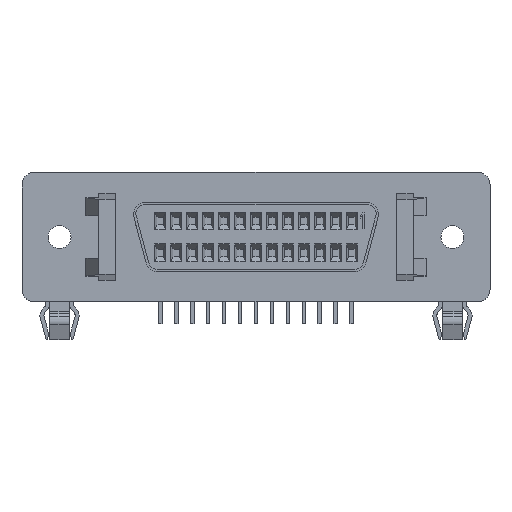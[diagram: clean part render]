
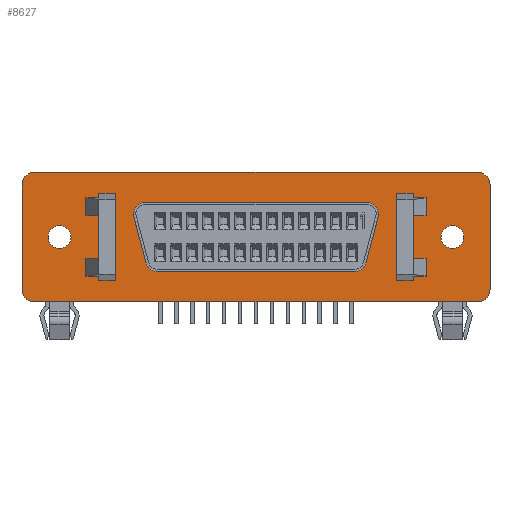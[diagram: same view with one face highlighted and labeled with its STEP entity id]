
A CAD part, top view. The second image highlights one B-rep face of the part: STEP entity #8627.
In plain terms, the highlighted planar face has unit normal (0, 0, 1).
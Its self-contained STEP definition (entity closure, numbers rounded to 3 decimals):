
#80=DIRECTION('',(0.,-1.,0.));
#81=VECTOR('',#80,8.28);
#82=CARTESIAN_POINT('',(-18.606,4.14,-5.004));
#83=LINE('',#82,#81);
#193=DIRECTION('',(0.,-1.,0.));
#194=VECTOR('',#193,8.28);
#195=CARTESIAN_POINT('',(18.606,4.14,-5.004));
#196=LINE('',#195,#194);
#447=DIRECTION('',(0.,1.,0.));
#448=VECTOR('',#447,6.858);
#449=CARTESIAN_POINT('',(-12.51,-3.429,-5.004));
#450=LINE('',#449,#448);
#451=DIRECTION('',(1.,0.,0.));
#452=VECTOR('',#451,1.334);
#453=CARTESIAN_POINT('',(-12.51,-3.429,-5.004));
#454=LINE('',#453,#452);
#455=DIRECTION('',(0.,1.,0.));
#456=VECTOR('',#455,6.858);
#457=CARTESIAN_POINT('',(-11.176,-3.429,-5.004));
#458=LINE('',#457,#456);
#459=DIRECTION('',(1.,0.,0.));
#460=VECTOR('',#459,1.334);
#461=CARTESIAN_POINT('',(-12.51,3.429,-5.004));
#462=LINE('',#461,#460);
#463=DIRECTION('',(0.,1.,0.));
#464=VECTOR('',#463,6.858);
#465=CARTESIAN_POINT('',(11.176,-3.429,-5.004));
#466=LINE('',#465,#464);
#467=DIRECTION('',(1.,0.,0.));
#468=VECTOR('',#467,1.334);
#469=CARTESIAN_POINT('',(11.176,-3.429,-5.004));
#470=LINE('',#469,#468);
#471=DIRECTION('',(0.,1.,0.));
#472=VECTOR('',#471,6.858);
#473=CARTESIAN_POINT('',(12.51,-3.429,-5.004));
#474=LINE('',#473,#472);
#475=DIRECTION('',(1.,0.,0.));
#476=VECTOR('',#475,1.334);
#477=CARTESIAN_POINT('',(11.176,3.429,-5.004));
#478=LINE('',#477,#476);
#479=CARTESIAN_POINT('',(15.621,0.,-5.004));
#480=DIRECTION('',(0.,0.,1.));
#481=DIRECTION('',(1.,0.,0.));
#482=AXIS2_PLACEMENT_3D('',#479,#480,#481);
#484=CARTESIAN_POINT('',(15.621,0.,-5.004));
#485=DIRECTION('',(0.,0.,1.));
#486=DIRECTION('',(-1.,0.,0.));
#487=AXIS2_PLACEMENT_3D('',#484,#485,#486);
#489=CARTESIAN_POINT('',(-15.621,0.,-5.004));
#490=DIRECTION('',(0.,0.,1.));
#491=DIRECTION('',(1.,0.,0.));
#492=AXIS2_PLACEMENT_3D('',#489,#490,#491);
#494=CARTESIAN_POINT('',(-15.621,0.,-5.004));
#495=DIRECTION('',(0.,0.,1.));
#496=DIRECTION('',(-1.,0.,0.));
#497=AXIS2_PLACEMENT_3D('',#494,#495,#496);
#499=CARTESIAN_POINT('',(17.59,4.14,-5.004));
#500=DIRECTION('',(0.,0.,1.));
#501=DIRECTION('',(1.,0.,0.));
#502=AXIS2_PLACEMENT_3D('',#499,#500,#501);
#504=CARTESIAN_POINT('',(17.59,-4.14,-5.004));
#505=DIRECTION('',(0.,0.,1.));
#506=DIRECTION('',(0.,-1.,0.));
#507=AXIS2_PLACEMENT_3D('',#504,#505,#506);
#509=CARTESIAN_POINT('',(-17.59,-4.14,-5.004));
#510=DIRECTION('',(0.,0.,1.));
#511=DIRECTION('',(-1.,0.,0.));
#512=AXIS2_PLACEMENT_3D('',#509,#510,#511);
#514=CARTESIAN_POINT('',(-17.59,4.14,-5.004));
#515=DIRECTION('',(0.,0.,1.));
#516=DIRECTION('',(0.,1.,0.));
#517=AXIS2_PLACEMENT_3D('',#514,#515,#516);
#519=DIRECTION('',(1.,0.,0.));
#520=VECTOR('',#519,35.179);
#521=CARTESIAN_POINT('',(-17.59,5.156,-5.004));
#522=LINE('',#521,#520);
#523=CARTESIAN_POINT('',(-8.738,1.778,-5.004));
#524=DIRECTION('',(0.,0.,1.));
#525=DIRECTION('',(0.,1.,0.));
#526=AXIS2_PLACEMENT_3D('',#523,#524,#525);
#528=DIRECTION('',(0.259,-0.966,0.));
#529=VECTOR('',#528,3.681);
#530=CARTESIAN_POINT('',(-9.694,1.522,-5.004));
#531=LINE('',#530,#529);
#532=CARTESIAN_POINT('',(-7.785,-1.778,-5.004));
#533=DIRECTION('',(0.,0.,1.));
#534=DIRECTION('',(-0.966,-0.259,0.));
#535=AXIS2_PLACEMENT_3D('',#532,#533,#534);
#537=DIRECTION('',(1.,0.,0.));
#538=VECTOR('',#537,15.57);
#539=CARTESIAN_POINT('',(-7.785,-2.769,-5.004));
#540=LINE('',#539,#538);
#541=CARTESIAN_POINT('',(7.785,-1.778,-5.004));
#542=DIRECTION('',(0.,0.,1.));
#543=DIRECTION('',(0.,-1.,0.));
#544=AXIS2_PLACEMENT_3D('',#541,#542,#543);
#546=DIRECTION('',(0.259,0.966,0.));
#547=VECTOR('',#546,3.681);
#548=CARTESIAN_POINT('',(8.742,-2.034,-5.004));
#549=LINE('',#548,#547);
#550=CARTESIAN_POINT('',(8.738,1.778,-5.004));
#551=DIRECTION('',(0.,0.,1.));
#552=DIRECTION('',(0.966,-0.259,0.));
#553=AXIS2_PLACEMENT_3D('',#550,#551,#552);
#555=DIRECTION('',(-1.,0.,0.));
#556=VECTOR('',#555,17.475);
#557=CARTESIAN_POINT('',(8.738,2.769,-5.004));
#558=LINE('',#557,#556);
#857=DIRECTION('',(1.,0.,0.));
#858=VECTOR('',#857,35.179);
#859=CARTESIAN_POINT('',(-17.59,-5.156,-5.004));
#860=LINE('',#859,#858);
#6200=CARTESIAN_POINT('',(-12.51,3.429,-5.004));
#6201=CARTESIAN_POINT('',(-11.176,3.429,-5.004));
#6202=VERTEX_POINT('',#6200);
#6203=VERTEX_POINT('',#6201);
#6204=CARTESIAN_POINT('',(11.176,3.429,-5.004));
#6205=CARTESIAN_POINT('',(12.51,3.429,-5.004));
#6206=VERTEX_POINT('',#6204);
#6207=VERTEX_POINT('',#6205);
#6208=CARTESIAN_POINT('',(-12.51,-3.429,-5.004));
#6209=CARTESIAN_POINT('',(-11.176,-3.429,-5.004));
#6210=VERTEX_POINT('',#6208);
#6211=VERTEX_POINT('',#6209);
#6212=CARTESIAN_POINT('',(11.176,-3.429,-5.004));
#6213=CARTESIAN_POINT('',(12.51,-3.429,-5.004));
#6214=VERTEX_POINT('',#6212);
#6215=VERTEX_POINT('',#6213);
#6272=CARTESIAN_POINT('',(-8.738,2.769,-5.004));
#6273=CARTESIAN_POINT('',(-9.694,1.522,-5.004));
#6274=VERTEX_POINT('',#6272);
#6275=VERTEX_POINT('',#6273);
#6276=CARTESIAN_POINT('',(-8.742,-2.034,-5.004));
#6277=VERTEX_POINT('',#6276);
#6278=CARTESIAN_POINT('',(-7.785,-2.769,-5.004));
#6279=VERTEX_POINT('',#6278);
#6280=CARTESIAN_POINT('',(7.785,-2.769,-5.004));
#6281=VERTEX_POINT('',#6280);
#6282=CARTESIAN_POINT('',(8.742,-2.034,-5.004));
#6283=VERTEX_POINT('',#6282);
#6284=CARTESIAN_POINT('',(9.694,1.522,-5.004));
#6285=VERTEX_POINT('',#6284);
#6286=CARTESIAN_POINT('',(8.738,2.769,-5.004));
#6287=VERTEX_POINT('',#6286);
#6371=CARTESIAN_POINT('',(-18.606,4.14,-5.004));
#6373=VERTEX_POINT('',#6371);
#6375=CARTESIAN_POINT('',(18.606,4.14,-5.004));
#6377=VERTEX_POINT('',#6375);
#6378=CARTESIAN_POINT('',(16.538,0.,-5.004));
#6379=CARTESIAN_POINT('',(14.704,0.,-5.004));
#6380=VERTEX_POINT('',#6378);
#6381=VERTEX_POINT('',#6379);
#6382=CARTESIAN_POINT('',(-14.704,0.,-5.004));
#6383=CARTESIAN_POINT('',(-16.538,0.,-5.004));
#6384=VERTEX_POINT('',#6382);
#6385=VERTEX_POINT('',#6383);
#6386=CARTESIAN_POINT('',(17.59,5.156,-5.004));
#6387=VERTEX_POINT('',#6386);
#6388=CARTESIAN_POINT('',(17.59,-5.156,-5.004));
#6389=CARTESIAN_POINT('',(18.606,-4.14,-5.004));
#6390=VERTEX_POINT('',#6388);
#6391=VERTEX_POINT('',#6389);
#6392=CARTESIAN_POINT('',(-17.59,5.156,-5.004));
#6393=VERTEX_POINT('',#6392);
#6394=CARTESIAN_POINT('',(-18.606,-4.14,-5.004));
#6395=CARTESIAN_POINT('',(-17.59,-5.156,-5.004));
#6396=VERTEX_POINT('',#6394);
#6397=VERTEX_POINT('',#6395);
#8558=CARTESIAN_POINT('',(-18.606,5.156,-5.004));
#8559=DIRECTION('',(0.,0.,1.));
#8560=DIRECTION('',(0.,-1.,0.));
#8561=AXIS2_PLACEMENT_3D('',#8558,#8559,#8560);
#8562=PLANE('',#8561);
#8564=ORIENTED_EDGE('',*,*,#8563,.F.);
#8565=ORIENTED_EDGE('',*,*,#8294,.T.);
#8566=ORIENTED_EDGE('',*,*,#8224,.F.);
#8568=ORIENTED_EDGE('',*,*,#8567,.F.);
#8570=ORIENTED_EDGE('',*,*,#8569,.F.);
#8571=ORIENTED_EDGE('',*,*,#8138,.F.);
#8573=ORIENTED_EDGE('',*,*,#8572,.F.);
#8575=ORIENTED_EDGE('',*,*,#8574,.T.);
#8576=EDGE_LOOP('',(#8564,#8565,#8566,#8568,#8570,#8571,#8573,#8575));
#8577=FACE_OUTER_BOUND('',#8576,.F.);
#8579=ORIENTED_EDGE('',*,*,#8578,.F.);
#8581=ORIENTED_EDGE('',*,*,#8580,.T.);
#8583=ORIENTED_EDGE('',*,*,#8582,.T.);
#8585=ORIENTED_EDGE('',*,*,#8584,.F.);
#8586=EDGE_LOOP('',(#8579,#8581,#8583,#8585));
#8587=FACE_BOUND('',#8586,.F.);
#8589=ORIENTED_EDGE('',*,*,#8588,.F.);
#8591=ORIENTED_EDGE('',*,*,#8590,.T.);
#8593=ORIENTED_EDGE('',*,*,#8592,.T.);
#8595=ORIENTED_EDGE('',*,*,#8594,.F.);
#8596=EDGE_LOOP('',(#8589,#8591,#8593,#8595));
#8597=FACE_BOUND('',#8596,.F.);
#8598=ORIENTED_EDGE('',*,*,#8548,.T.);
#8600=ORIENTED_EDGE('',*,*,#8599,.T.);
#8601=EDGE_LOOP('',(#8598,#8600));
#8602=FACE_BOUND('',#8601,.F.);
#8604=ORIENTED_EDGE('',*,*,#8603,.T.);
#8606=ORIENTED_EDGE('',*,*,#8605,.T.);
#8607=EDGE_LOOP('',(#8604,#8606));
#8608=FACE_BOUND('',#8607,.F.);
#8610=ORIENTED_EDGE('',*,*,#8609,.T.);
#8612=ORIENTED_EDGE('',*,*,#8611,.T.);
#8614=ORIENTED_EDGE('',*,*,#8613,.T.);
#8616=ORIENTED_EDGE('',*,*,#8615,.T.);
#8618=ORIENTED_EDGE('',*,*,#8617,.T.);
#8620=ORIENTED_EDGE('',*,*,#8619,.T.);
#8622=ORIENTED_EDGE('',*,*,#8621,.T.);
#8624=ORIENTED_EDGE('',*,*,#8623,.T.);
#8625=EDGE_LOOP('',(#8610,#8612,#8614,#8616,#8618,#8620,#8622,#8624));
#8626=FACE_BOUND('',#8625,.F.);
#8627=ADVANCED_FACE('',(#8577,#8587,#8597,#8602,#8608,#8626),#8562,.T.);
#483=CIRCLE('',#482,0.917);
#488=CIRCLE('',#487,0.917);
#493=CIRCLE('',#492,0.917);
#498=CIRCLE('',#497,0.917);
#503=CIRCLE('',#502,1.016);
#508=CIRCLE('',#507,1.016);
#513=CIRCLE('',#512,1.016);
#518=CIRCLE('',#517,1.016);
#527=CIRCLE('',#526,0.991);
#536=CIRCLE('',#535,0.991);
#545=CIRCLE('',#544,0.991);
#554=CIRCLE('',#553,0.991);
#8138=EDGE_CURVE('',#6373,#6396,#83,.T.);
#8224=EDGE_CURVE('',#6390,#6391,#508,.T.);
#8294=EDGE_CURVE('',#6377,#6391,#196,.T.);
#8548=EDGE_CURVE('',#6380,#6381,#483,.T.);
#8563=EDGE_CURVE('',#6377,#6387,#503,.T.);
#8567=EDGE_CURVE('',#6397,#6390,#860,.T.);
#8569=EDGE_CURVE('',#6396,#6397,#513,.T.);
#8572=EDGE_CURVE('',#6393,#6373,#518,.T.);
#8574=EDGE_CURVE('',#6393,#6387,#522,.T.);
#8578=EDGE_CURVE('',#6210,#6202,#450,.T.);
#8580=EDGE_CURVE('',#6210,#6211,#454,.T.);
#8582=EDGE_CURVE('',#6211,#6203,#458,.T.);
#8584=EDGE_CURVE('',#6202,#6203,#462,.T.);
#8588=EDGE_CURVE('',#6214,#6206,#466,.T.);
#8590=EDGE_CURVE('',#6214,#6215,#470,.T.);
#8592=EDGE_CURVE('',#6215,#6207,#474,.T.);
#8594=EDGE_CURVE('',#6206,#6207,#478,.T.);
#8599=EDGE_CURVE('',#6381,#6380,#488,.T.);
#8603=EDGE_CURVE('',#6384,#6385,#493,.T.);
#8605=EDGE_CURVE('',#6385,#6384,#498,.T.);
#8609=EDGE_CURVE('',#6274,#6275,#527,.T.);
#8611=EDGE_CURVE('',#6275,#6277,#531,.T.);
#8613=EDGE_CURVE('',#6277,#6279,#536,.T.);
#8615=EDGE_CURVE('',#6279,#6281,#540,.T.);
#8617=EDGE_CURVE('',#6281,#6283,#545,.T.);
#8619=EDGE_CURVE('',#6283,#6285,#549,.T.);
#8621=EDGE_CURVE('',#6285,#6287,#554,.T.);
#8623=EDGE_CURVE('',#6287,#6274,#558,.T.);
